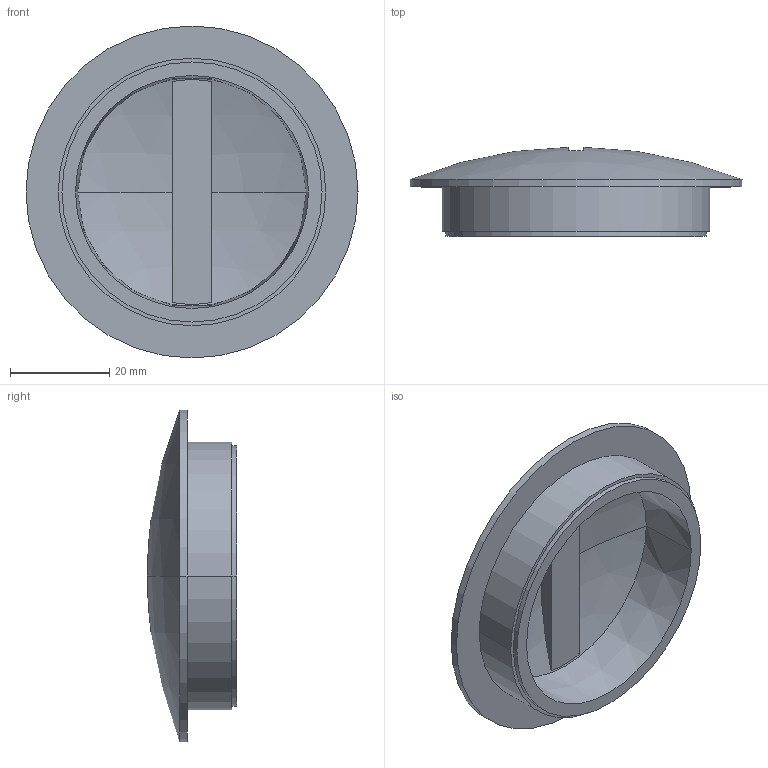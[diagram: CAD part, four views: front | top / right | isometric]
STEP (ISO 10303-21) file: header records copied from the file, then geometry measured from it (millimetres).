
FILE_DESCRIPTION (( 'STEP AP214' ), '1' );
FILE_NAME ('2033429.stp', '2020-02-19T07:55:22', ( '' ), ( '' ), 'SwSTEP 2.0', 'SolidWorks 2018', '' );
FILE_SCHEMA (( 'AUTOMOTIVE_DESIGN' ));
Length unit declared in the file: millimetre
Products named in the file (1): 2033429
Bounding box: 67 x 17.99 x 67 mm (x, y, z)
Volume: 16477.1 mm3; surface area: 11280.9 mm2
Topology: 1 solids, 1 shells, 23 faces, 50 edges, 32 vertices
Faces by surface type: plane 11, cylinder 6, sphere 4, cone 2
Entity records: 678 total; most frequent: DIRECTION 130, CARTESIAN_POINT 106, ORIENTED_EDGE 100, AXIS2_PLACEMENT_3D 56, EDGE_CURVE 50, VERTEX_POINT 32, CIRCLE 32, EDGE_LOOP 26
